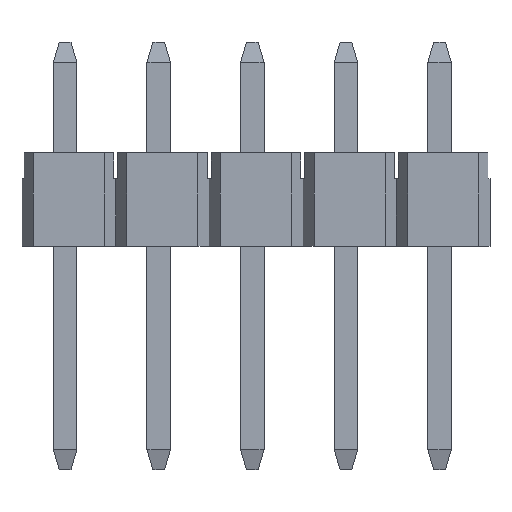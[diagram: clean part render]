
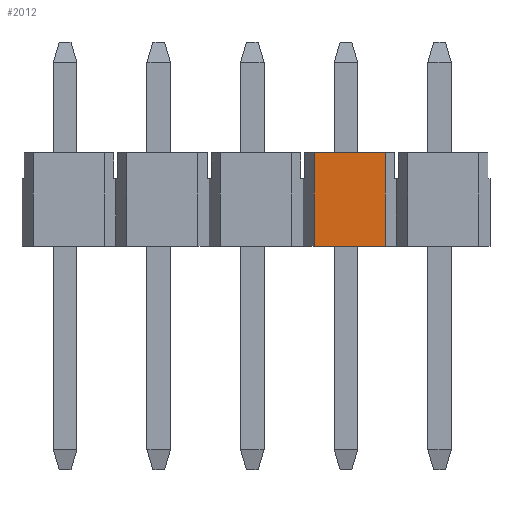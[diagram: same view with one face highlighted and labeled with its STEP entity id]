
A CAD part, top view. The second image highlights one B-rep face of the part: STEP entity #2012.
In plain terms, the highlighted planar face has unit normal (0, 0, 1).
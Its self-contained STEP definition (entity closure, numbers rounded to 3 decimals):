
#928=VERTEX_POINT('',#2481);
#1040=EDGE_CURVE('',#1330,#2044,#2602,.T.);
#1330=VERTEX_POINT('',#2921);
#1742=EDGE_CURVE('',#2044,#928,#3378,.T.);
#1866=EDGE_CURVE('',#1330,#2000,#3512,.T.);
#2000=VERTEX_POINT('',#3662);
#2012=ADVANCED_FACE('',(#3676),#3677,.T.);
#2044=VERTEX_POINT('',#3710);
#2176=EDGE_CURVE('',#2000,#928,#3855,.T.);
#2481=CARTESIAN_POINT('',(3.605,-2.54,1.253));
#2602=LINE('',#4418,#4419);
#2921=CARTESIAN_POINT('',(1.675,0.,1.253));
#3378=LINE('',#5538,#5539);
#3512=LINE('',#5736,#5737);
#3662=CARTESIAN_POINT('',(1.675,-2.54,1.253));
#3676=FACE_OUTER_BOUND('',#5965,.T.);
#3677=PLANE('',#5966);
#3710=CARTESIAN_POINT('',(3.605,0.,1.253));
#3855=LINE('',#6229,#6230);
#4418=CARTESIAN_POINT('',(1.675,0.,1.253));
#4419=VECTOR('',#6706,1.0);
#5538=CARTESIAN_POINT('',(3.605,0.,1.253));
#5539=VECTOR('',#7496,1.0);
#5736=CARTESIAN_POINT('',(1.675,0.,1.253));
#5737=VECTOR('',#7612,1.0);
#5965=EDGE_LOOP('',(#7808,#7809,#7810,#7811));
#5966=AXIS2_PLACEMENT_3D('',#7812,#7813,#7814);
#6229=CARTESIAN_POINT('',(1.675,-2.54,1.253));
#6230=VECTOR('',#7969,1.0);
#6706=DIRECTION('',(1.0,0.0,0.0));
#7496=DIRECTION('',(0.0,-1.0,0.));
#7612=DIRECTION('',(0.0,-1.0,0.));
#7808=ORIENTED_EDGE('',*,*,#2176,.T.);
#7809=ORIENTED_EDGE('',*,*,#1742,.F.);
#7810=ORIENTED_EDGE('',*,*,#1040,.F.);
#7811=ORIENTED_EDGE('',*,*,#1866,.T.);
#7812=CARTESIAN_POINT('',(1.675,0.,1.253));
#7813=DIRECTION('',(0.0,0.,1.0));
#7814=DIRECTION('',(-1.0,0.0,0.0));
#7969=DIRECTION('',(1.0,0.0,0.0));
